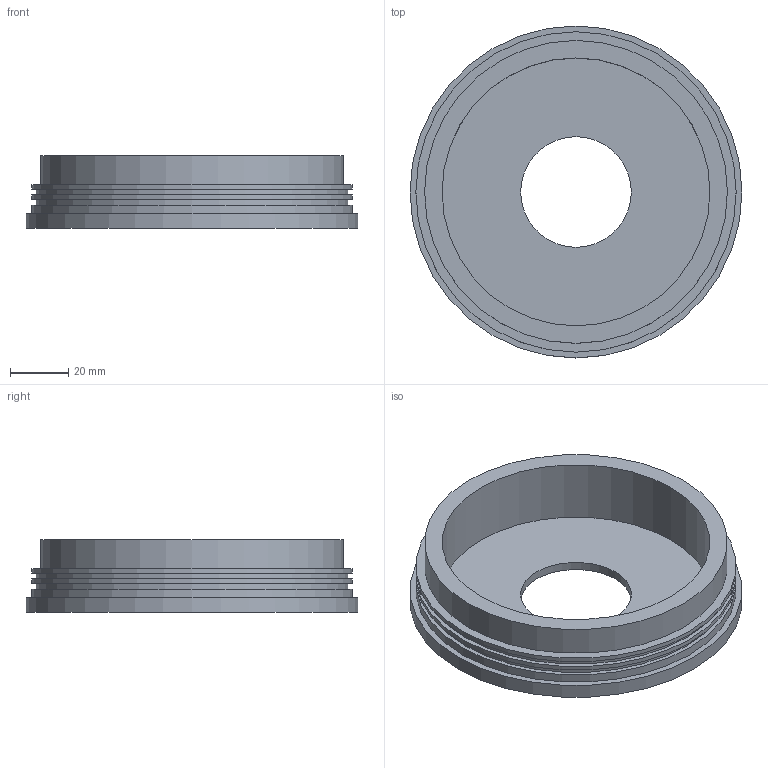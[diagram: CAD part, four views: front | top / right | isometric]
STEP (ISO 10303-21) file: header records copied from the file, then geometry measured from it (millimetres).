
FILE_DESCRIPTION(('FreeCAD Model'),'2;1');
FILE_NAME('Open CASCADE Shape Model','2024-10-15T07:12:57',(''),(''), 'Open CASCADE STEP processor 7.6','FreeCAD','Unknown');
FILE_SCHEMA(('CONFIG_CONTROL_DESIGN','SHAPE_APPEARANCE_LAYER_MIM'));
Length unit declared in the file: millimetre
Products named in the file (1): difference001 (Solid)
Bounding box: 114 x 114 x 25 mm (x, y, z)
Volume: 79322.1 mm3; surface area: 35383.8 mm2
Topology: 1 solids, 1 shells, 18 faces, 27 edges, 18 vertices
Faces by surface type: cylinder 9, plane 9
Full cylindrical faces by diameter (mm): 38 x1, 92 x1, 104 x1, 107 x2, 110 x3, 114 x1
Entity records: 465 total; most frequent: DIRECTION 83, CARTESIAN_POINT 64, ORIENTED_EDGE 54, AXIS2_PLACEMENT_3D 37, FACE_BOUND 27, EDGE_LOOP 27, EDGE_CURVE 27, ADVANCED_FACE 18
